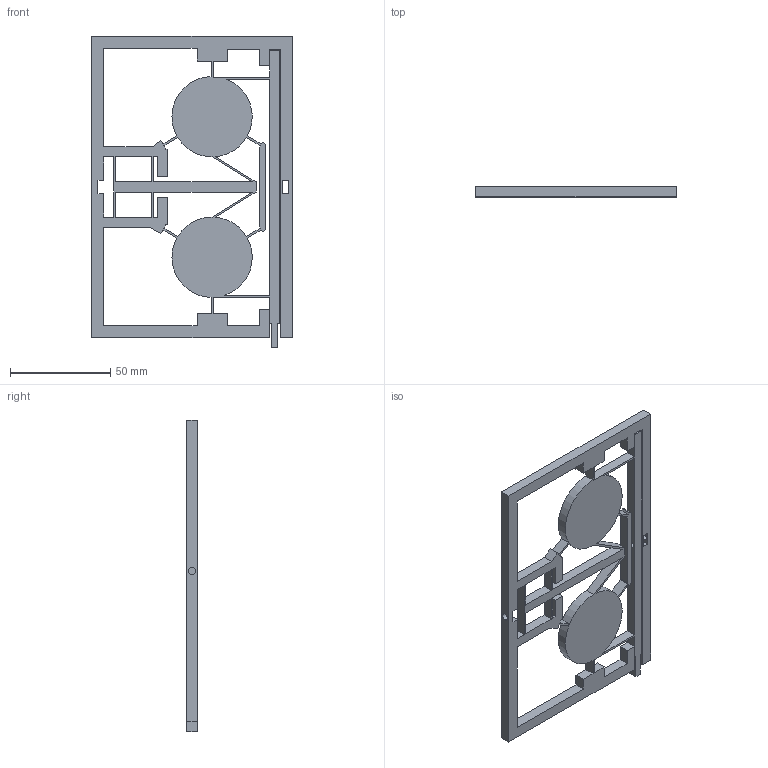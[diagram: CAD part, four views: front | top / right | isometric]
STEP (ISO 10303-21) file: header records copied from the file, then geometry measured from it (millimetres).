
FILE_DESCRIPTION(/* description */ (''),/* implementation_level */ '2;1');
FILE_NAME(/* name */ 'FlexBlocK7.stp',/* time_stamp */ '2023-03-22T10:50:19+01:00',/* author */ ('Nathann'),/* organization */ (''),/* preprocessor_version */ 'ST-DEVELOPER v19',/* originating_system */ 'Autodesk Inventor 2023',/* authorisation */ '');
FILE_SCHEMA (('AUTOMOTIVE_DESIGN { 1 0 10303 214 3 1 1 }'));
Length unit declared in the file: millimetre
Products named in the file (1): FlexBloc
Bounding box: 100 x 5 x 155 mm (x, y, z)
Volume: 36947.8 mm3; surface area: 26649.9 mm2
Topology: 1 solids, 1 shells, 122 faces, 360 edges, 240 vertices
Faces by surface type: plane 110, cylinder 12
Full cylindrical faces by diameter (mm): 3.5 x4
Entity records: 4107 total; most frequent: CARTESIAN_POINT 723, ORIENTED_EDGE 720, DIRECTION 630, EDGE_CURVE 360, LINE 336, VECTOR 336, VERTEX_POINT 240, EDGE_LOOP 150
